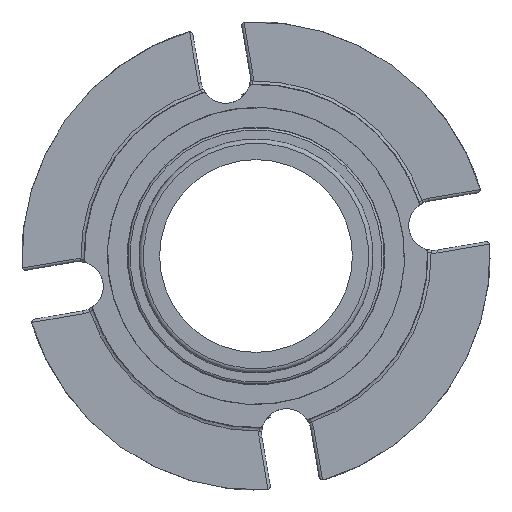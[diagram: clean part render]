
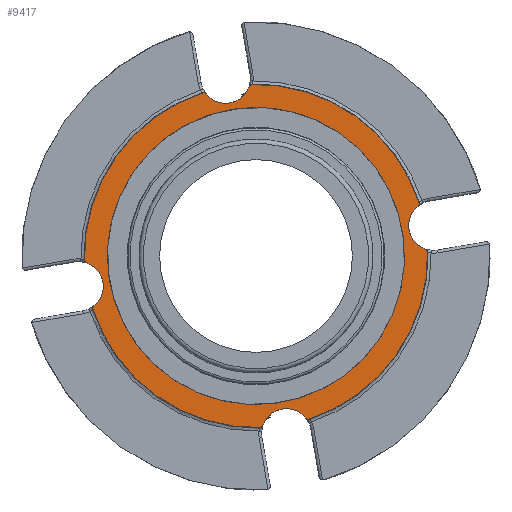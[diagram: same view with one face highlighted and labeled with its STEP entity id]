
A CAD part, left-side view. The second image highlights one B-rep face of the part: STEP entity #9417.
In plain terms, the highlighted planar face has unit normal (-1, 0, 0).
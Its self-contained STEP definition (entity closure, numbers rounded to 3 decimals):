
#361=B_SPLINE_CURVE_WITH_KNOTS('',3,(#18910,#18911,#18912,#18913),
 .UNSPECIFIED.,.F.,.F.,(4,4),(0.,0.001),
 .UNSPECIFIED.);
#364=B_SPLINE_CURVE_WITH_KNOTS('',3,(#18941,#18942,#18943,#18944),
 .UNSPECIFIED.,.F.,.F.,(4,4),(0.,0.001),
 .UNSPECIFIED.);
#367=B_SPLINE_CURVE_WITH_KNOTS('',3,(#18974,#18975,#18976,#18977),
 .UNSPECIFIED.,.F.,.F.,(4,4),(0.,0.001),
 .UNSPECIFIED.);
#370=B_SPLINE_CURVE_WITH_KNOTS('',3,(#19005,#19006,#19007,#19008),
 .UNSPECIFIED.,.F.,.F.,(4,4),(0.,0.001),
 .UNSPECIFIED.);
#373=B_SPLINE_CURVE_WITH_KNOTS('',3,(#19038,#19039,#19040,#19041),
 .UNSPECIFIED.,.F.,.F.,(4,4),(0.,0.001),.UNSPECIFIED.);
#376=B_SPLINE_CURVE_WITH_KNOTS('',3,(#19069,#19070,#19071,#19072),
 .UNSPECIFIED.,.F.,.F.,(4,4),(0.,0.001),
 .UNSPECIFIED.);
#379=B_SPLINE_CURVE_WITH_KNOTS('',3,(#19102,#19103,#19104,#19105),
 .UNSPECIFIED.,.F.,.F.,(4,4),(0.,0.001),.UNSPECIFIED.);
#382=B_SPLINE_CURVE_WITH_KNOTS('',3,(#19133,#19134,#19135,#19136),
 .UNSPECIFIED.,.F.,.F.,(4,4),(0.,0.001),
 .UNSPECIFIED.);
#1864=PLANE('',#10275);
#4072=ORIENTED_EDGE('',*,*,#5826,.T.);
#4073=ORIENTED_EDGE('',*,*,#5825,.F.);
#4074=ORIENTED_EDGE('',*,*,#5824,.T.);
#4075=ORIENTED_EDGE('',*,*,#5821,.F.);
#4076=ORIENTED_EDGE('',*,*,#5819,.T.);
#4077=ORIENTED_EDGE('',*,*,#5817,.F.);
#4078=ORIENTED_EDGE('',*,*,#5816,.T.);
#4079=ORIENTED_EDGE('',*,*,#5813,.F.);
#4080=ORIENTED_EDGE('',*,*,#5811,.T.);
#4081=ORIENTED_EDGE('',*,*,#5809,.F.);
#4082=ORIENTED_EDGE('',*,*,#5808,.T.);
#4083=ORIENTED_EDGE('',*,*,#5805,.F.);
#4084=ORIENTED_EDGE('',*,*,#5803,.T.);
#4085=ORIENTED_EDGE('',*,*,#5801,.F.);
#4086=ORIENTED_EDGE('',*,*,#5800,.T.);
#4087=ORIENTED_EDGE('',*,*,#5797,.F.);
#4088=ORIENTED_EDGE('',*,*,#5794,.T.);
#5794=EDGE_CURVE('',#6811,#6812,#7379,.F.);
#5797=EDGE_CURVE('',#6811,#6813,#361,.T.);
#5800=EDGE_CURVE('',#6814,#6813,#7380,.T.);
#5801=EDGE_CURVE('',#6814,#6815,#364,.T.);
#5803=EDGE_CURVE('',#6816,#6815,#7381,.F.);
#5805=EDGE_CURVE('',#6816,#6817,#367,.T.);
#5808=EDGE_CURVE('',#6818,#6817,#7382,.T.);
#5809=EDGE_CURVE('',#6818,#6819,#370,.T.);
#5811=EDGE_CURVE('',#6820,#6819,#7383,.F.);
#5813=EDGE_CURVE('',#6820,#6821,#373,.T.);
#5816=EDGE_CURVE('',#6822,#6821,#7384,.T.);
#5817=EDGE_CURVE('',#6822,#6823,#376,.T.);
#5819=EDGE_CURVE('',#6824,#6823,#7385,.F.);
#5821=EDGE_CURVE('',#6824,#6825,#379,.T.);
#5824=EDGE_CURVE('',#6826,#6825,#7386,.T.);
#5825=EDGE_CURVE('',#6826,#6812,#382,.T.);
#5826=EDGE_CURVE('',#6827,#6827,#7387,.F.);
#6811=VERTEX_POINT('',#18883);
#6812=VERTEX_POINT('',#18884);
#6813=VERTEX_POINT('',#18914);
#6814=VERTEX_POINT('',#18924);
#6815=VERTEX_POINT('',#18945);
#6816=VERTEX_POINT('',#18953);
#6817=VERTEX_POINT('',#18978);
#6818=VERTEX_POINT('',#18988);
#6819=VERTEX_POINT('',#19009);
#6820=VERTEX_POINT('',#19017);
#6821=VERTEX_POINT('',#19042);
#6822=VERTEX_POINT('',#19052);
#6823=VERTEX_POINT('',#19073);
#6824=VERTEX_POINT('',#19081);
#6825=VERTEX_POINT('',#19106);
#6826=VERTEX_POINT('',#19116);
#6827=VERTEX_POINT('',#19139);
#7379=CIRCLE('',#10260,8.75);
#7380=CIRCLE('',#10262,60.515);
#7381=CIRCLE('',#10264,8.75);
#7382=CIRCLE('',#10266,60.515);
#7383=CIRCLE('',#10268,8.75);
#7384=CIRCLE('',#10270,60.515);
#7385=CIRCLE('',#10272,8.75);
#7386=CIRCLE('',#10274,60.515);
#7387=CIRCLE('',#10276,52.388);
#7971=EDGE_LOOP('',(#4072));
#7972=EDGE_LOOP('',(#4073,#4074,#4075,#4076,#4077,#4078,#4079,#4080,#4081,
#4082,#4083,#4084,#4085,#4086,#4087,#4088));
#8631=FACE_BOUND('',#7971,.T.);
#8632=FACE_BOUND('',#7972,.T.);
#9417=ADVANCED_FACE('',(#8631,#8632),#1864,.T.);
#10260=AXIS2_PLACEMENT_3D('',#18882,#12357,#12358);
#10262=AXIS2_PLACEMENT_3D('',#18925,#12361,#12362);
#10264=AXIS2_PLACEMENT_3D('',#18952,#12365,#12366);
#10266=AXIS2_PLACEMENT_3D('',#18989,#12369,#12370);
#10268=AXIS2_PLACEMENT_3D('',#19016,#12373,#12374);
#10270=AXIS2_PLACEMENT_3D('',#19053,#12377,#12378);
#10272=AXIS2_PLACEMENT_3D('',#19080,#12381,#12382);
#10274=AXIS2_PLACEMENT_3D('',#19117,#12385,#12386);
#10275=AXIS2_PLACEMENT_3D('',#19137,#12387,#12388);
#10276=AXIS2_PLACEMENT_3D('',#19138,#12389,#12390);
#12357=DIRECTION('',(-1.,0.,0.));
#12358=DIRECTION('',(0.,0.577,-0.816));
#12361=DIRECTION('',(-1.,0.,0.));
#12362=DIRECTION('',(0.,0.577,-0.816));
#12365=DIRECTION('',(-1.,0.,0.));
#12366=DIRECTION('',(0.,0.577,-0.816));
#12369=DIRECTION('',(-1.,0.,0.));
#12370=DIRECTION('',(0.,0.577,-0.816));
#12373=DIRECTION('',(-1.,0.,0.));
#12374=DIRECTION('',(0.,0.577,-0.816));
#12377=DIRECTION('',(-1.,0.,0.));
#12378=DIRECTION('',(0.,0.577,-0.816));
#12381=DIRECTION('',(-1.,0.,0.));
#12382=DIRECTION('',(0.,0.577,-0.816));
#12385=DIRECTION('',(-1.,0.,0.));
#12386=DIRECTION('',(0.,0.577,-0.816));
#12387=DIRECTION('',(-1.,0.,0.));
#12388=DIRECTION('',(0.,0.577,-0.816));
#12389=DIRECTION('',(-1.,0.,0.));
#12390=DIRECTION('',(0.,0.,1.));
#18882=CARTESIAN_POINT('',(-7.63,-62.586,10.738));
#18883=CARTESIAN_POINT('',(-7.63,-59.759,2.457));
#18884=CARTESIAN_POINT('',(-7.63,-57.16,17.603));
#18910=CARTESIAN_POINT('',(-7.63,-59.759,2.457));
#18911=CARTESIAN_POINT('',(-7.63,-60.073,2.35));
#18912=CARTESIAN_POINT('',(-7.63,-60.334,2.124));
#18913=CARTESIAN_POINT('',(-7.63,-60.487,1.832));
#18914=CARTESIAN_POINT('',(-7.63,-60.487,1.832));
#18924=CARTESIAN_POINT('',(-7.63,-18.436,-57.639));
#18925=CARTESIAN_POINT('',(-7.63,0.,0.));
#18941=CARTESIAN_POINT('',(-7.63,-18.436,-57.639));
#18942=CARTESIAN_POINT('',(-7.63,-18.112,-57.591));
#18943=CARTESIAN_POINT('',(-7.63,-17.808,-57.419));
#18944=CARTESIAN_POINT('',(-7.63,-17.603,-57.16));
#18945=CARTESIAN_POINT('',(-7.63,-17.603,-57.16));
#18952=CARTESIAN_POINT('',(-7.63,-10.738,-62.586));
#18953=CARTESIAN_POINT('',(-7.63,-2.457,-59.759));
#18974=CARTESIAN_POINT('',(-7.63,-2.457,-59.759));
#18975=CARTESIAN_POINT('',(-7.63,-2.35,-60.073));
#18976=CARTESIAN_POINT('',(-7.63,-2.124,-60.334));
#18977=CARTESIAN_POINT('',(-7.63,-1.832,-60.487));
#18978=CARTESIAN_POINT('',(-7.63,-1.832,-60.487));
#18988=CARTESIAN_POINT('',(-7.63,57.639,-18.436));
#18989=CARTESIAN_POINT('',(-7.63,0.,0.));
#19005=CARTESIAN_POINT('',(-7.63,57.639,-18.436));
#19006=CARTESIAN_POINT('',(-7.63,57.591,-18.112));
#19007=CARTESIAN_POINT('',(-7.63,57.419,-17.808));
#19008=CARTESIAN_POINT('',(-7.63,57.16,-17.603));
#19009=CARTESIAN_POINT('',(-7.63,57.16,-17.603));
#19016=CARTESIAN_POINT('',(-7.63,62.586,-10.738));
#19017=CARTESIAN_POINT('',(-7.63,59.759,-2.457));
#19038=CARTESIAN_POINT('',(-7.63,59.759,-2.457));
#19039=CARTESIAN_POINT('',(-7.63,60.073,-2.35));
#19040=CARTESIAN_POINT('',(-7.63,60.334,-2.124));
#19041=CARTESIAN_POINT('',(-7.63,60.487,-1.832));
#19042=CARTESIAN_POINT('',(-7.63,60.487,-1.832));
#19052=CARTESIAN_POINT('',(-7.63,18.436,57.639));
#19053=CARTESIAN_POINT('',(-7.63,0.,0.));
#19069=CARTESIAN_POINT('',(-7.63,18.436,57.639));
#19070=CARTESIAN_POINT('',(-7.63,18.112,57.591));
#19071=CARTESIAN_POINT('',(-7.63,17.808,57.419));
#19072=CARTESIAN_POINT('',(-7.63,17.603,57.16));
#19073=CARTESIAN_POINT('',(-7.63,17.603,57.16));
#19080=CARTESIAN_POINT('',(-7.63,10.738,62.586));
#19081=CARTESIAN_POINT('',(-7.63,2.457,59.759));
#19102=CARTESIAN_POINT('',(-7.63,2.457,59.759));
#19103=CARTESIAN_POINT('',(-7.63,2.35,60.073));
#19104=CARTESIAN_POINT('',(-7.63,2.124,60.334));
#19105=CARTESIAN_POINT('',(-7.63,1.832,60.487));
#19106=CARTESIAN_POINT('',(-7.63,1.832,60.487));
#19116=CARTESIAN_POINT('',(-7.63,-57.639,18.436));
#19117=CARTESIAN_POINT('',(-7.63,0.,0.));
#19133=CARTESIAN_POINT('',(-7.63,-57.639,18.436));
#19134=CARTESIAN_POINT('',(-7.63,-57.591,18.112));
#19135=CARTESIAN_POINT('',(-7.63,-57.419,17.808));
#19136=CARTESIAN_POINT('',(-7.63,-57.16,17.603));
#19137=CARTESIAN_POINT('',(-7.63,-15.135,21.404));
#19138=CARTESIAN_POINT('',(-7.63,0.,0.));
#19139=CARTESIAN_POINT('',(-7.63,0.,52.388));
